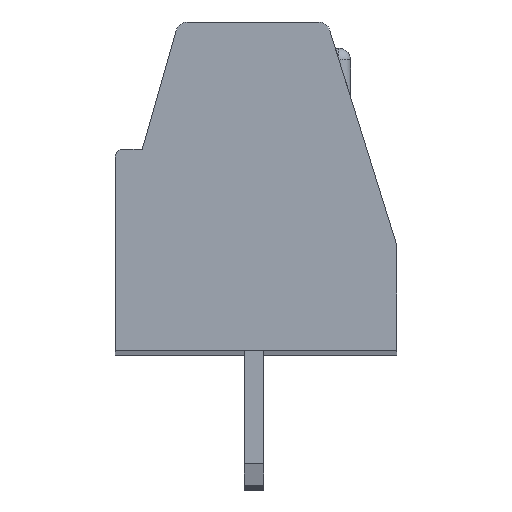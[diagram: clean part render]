
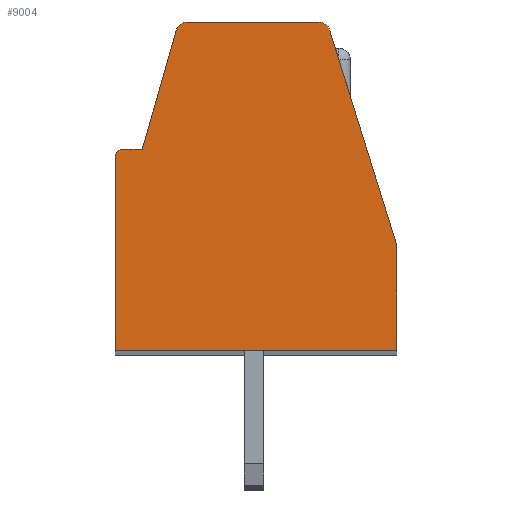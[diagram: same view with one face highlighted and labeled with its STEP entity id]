
A CAD part, top view. The second image highlights one B-rep face of the part: STEP entity #9004.
In plain terms, the highlighted planar face has unit normal (0, 0, 1).
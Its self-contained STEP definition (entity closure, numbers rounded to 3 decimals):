
#14=DIRECTION('',(0.,-1.,0.));
#15=VECTOR('',#14,5.);
#16=CARTESIAN_POINT('',(-3.6,5.,70.485));
#17=LINE('',#16,#15);
#18=CARTESIAN_POINT('',(-3.4,5.,70.485));
#19=DIRECTION('',(0.,0.,1.));
#20=DIRECTION('',(0.,1.,0.));
#21=AXIS2_PLACEMENT_3D('',#18,#19,#20);
#23=DIRECTION('',(-1.,0.,0.));
#24=VECTOR('',#23,0.5);
#25=CARTESIAN_POINT('',(-2.9,5.2,70.485));
#26=LINE('',#25,#24);
#27=DIRECTION('',(-0.276,-0.961,0.));
#28=VECTOR('',#27,3.207);
#29=CARTESIAN_POINT('',(-2.016,8.283,70.485));
#30=LINE('',#29,#28);
#31=CARTESIAN_POINT('',(-1.727,8.2,70.485));
#32=DIRECTION('',(0.,0.,1.));
#33=DIRECTION('',(0.,1.,0.));
#34=AXIS2_PLACEMENT_3D('',#31,#32,#33);
#36=DIRECTION('',(-1.,0.,0.));
#37=VECTOR('',#36,3.4);
#38=CARTESIAN_POINT('',(1.673,8.5,70.485));
#39=LINE('',#38,#37);
#40=CARTESIAN_POINT('',(1.673,8.2,70.485));
#41=DIRECTION('',(0.,0.,1.));
#42=DIRECTION('',(0.955,0.297,0.));
#43=AXIS2_PLACEMENT_3D('',#40,#41,#42);
#45=DIRECTION('',(-0.297,0.955,0.));
#46=VECTOR('',#45,5.854);
#47=CARTESIAN_POINT('',(3.7,2.7,70.485));
#48=LINE('',#47,#46);
#49=DIRECTION('',(0.,1.,0.));
#50=VECTOR('',#49,2.7);
#51=CARTESIAN_POINT('',(3.7,0.,70.485));
#52=LINE('',#51,#50);
#69=DIRECTION('',(1.,0.,0.));
#70=VECTOR('',#69,7.3);
#71=CARTESIAN_POINT('',(-3.6,0.,70.485));
#72=LINE('',#71,#70);
#7227=CARTESIAN_POINT('',(3.7,0.,70.485));
#7228=CARTESIAN_POINT('',(3.7,2.7,70.485));
#7229=VERTEX_POINT('',#7227);
#7230=VERTEX_POINT('',#7228);
#7231=CARTESIAN_POINT('',(1.959,8.289,70.485));
#7232=VERTEX_POINT('',#7231);
#7233=CARTESIAN_POINT('',(1.673,8.5,70.485));
#7234=VERTEX_POINT('',#7233);
#7235=CARTESIAN_POINT('',(-1.727,8.5,70.485));
#7236=VERTEX_POINT('',#7235);
#7237=CARTESIAN_POINT('',(-2.016,8.283,70.485));
#7238=VERTEX_POINT('',#7237);
#7239=CARTESIAN_POINT('',(-2.9,5.2,70.485));
#7240=VERTEX_POINT('',#7239);
#7241=CARTESIAN_POINT('',(-3.4,5.2,70.485));
#7242=VERTEX_POINT('',#7241);
#7243=CARTESIAN_POINT('',(-3.6,5.,70.485));
#7244=VERTEX_POINT('',#7243);
#7245=CARTESIAN_POINT('',(-3.6,0.,70.485));
#7246=VERTEX_POINT('',#7245);
#8977=CARTESIAN_POINT('',(0.,0.,70.485));
#8978=DIRECTION('',(0.,0.,1.));
#8979=DIRECTION('',(1.,0.,0.));
#8980=AXIS2_PLACEMENT_3D('',#8977,#8978,#8979);
#8981=PLANE('',#8980);
#8983=ORIENTED_EDGE('',*,*,#8982,.F.);
#8985=ORIENTED_EDGE('',*,*,#8984,.F.);
#8987=ORIENTED_EDGE('',*,*,#8986,.F.);
#8989=ORIENTED_EDGE('',*,*,#8988,.F.);
#8991=ORIENTED_EDGE('',*,*,#8990,.F.);
#8993=ORIENTED_EDGE('',*,*,#8992,.F.);
#8995=ORIENTED_EDGE('',*,*,#8994,.F.);
#8997=ORIENTED_EDGE('',*,*,#8996,.F.);
#8999=ORIENTED_EDGE('',*,*,#8998,.F.);
#9001=ORIENTED_EDGE('',*,*,#9000,.F.);
#9002=EDGE_LOOP('',(#8983,#8985,#8987,#8989,#8991,#8993,#8995,#8997,#8999,
#9001));
#9003=FACE_OUTER_BOUND('',#9002,.F.);
#22=CIRCLE('',#21,0.2);
#35=CIRCLE('',#34,0.3);
#44=CIRCLE('',#43,0.3);
#8982=EDGE_CURVE('',#7246,#7229,#72,.T.);
#8984=EDGE_CURVE('',#7244,#7246,#17,.T.);
#8986=EDGE_CURVE('',#7242,#7244,#22,.T.);
#8988=EDGE_CURVE('',#7240,#7242,#26,.T.);
#8990=EDGE_CURVE('',#7238,#7240,#30,.T.);
#8992=EDGE_CURVE('',#7236,#7238,#35,.T.);
#8994=EDGE_CURVE('',#7234,#7236,#39,.T.);
#8996=EDGE_CURVE('',#7232,#7234,#44,.T.);
#8998=EDGE_CURVE('',#7230,#7232,#48,.T.);
#9000=EDGE_CURVE('',#7229,#7230,#52,.T.);
#9004=ADVANCED_FACE('',(#9003),#8981,.T.);
